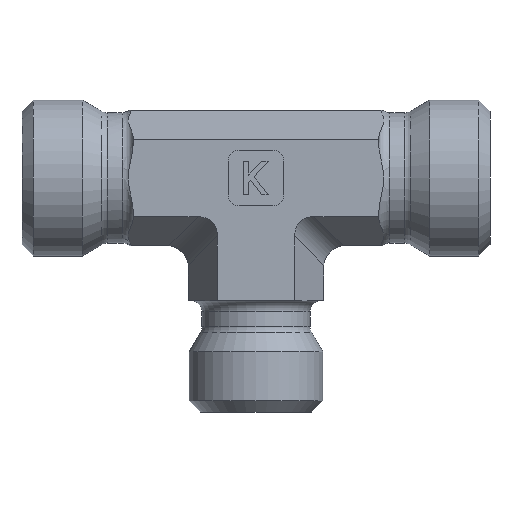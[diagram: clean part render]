
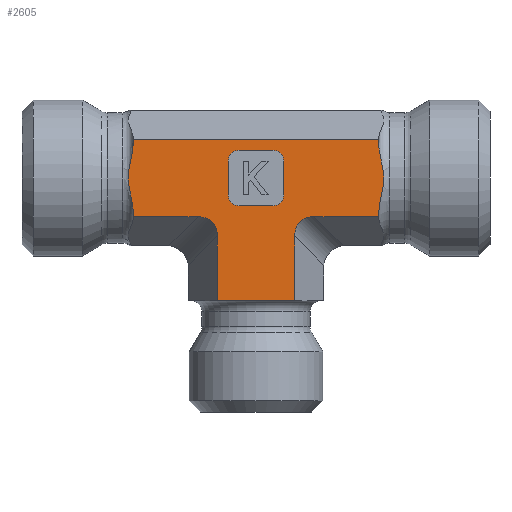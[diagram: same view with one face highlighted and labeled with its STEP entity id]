
A CAD part, left-side view. The second image highlights one B-rep face of the part: STEP entity #2605.
In plain terms, the highlighted planar face has unit normal (-1, 0, 0).
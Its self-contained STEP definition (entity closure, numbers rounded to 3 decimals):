
#203=CARTESIAN_POINT('',(-25.685,20.544,16.964));
#204=VERTEX_POINT('',#203);
#211=CARTESIAN_POINT('',(-25.685,20.544,16.805));
#212=VERTEX_POINT('',#211);
#220=CARTESIAN_POINT('',(-25.685,20.544,16.964));
#221=DIRECTION('',(0.0,0.0,-1.0));
#222=VECTOR('',#221,0.159);
#223=LINE('',#220,#222);
#224=EDGE_CURVE('',#204,#212,#223,.T.);
#267=CARTESIAN_POINT('',(-25.685,20.544,10.036));
#268=VERTEX_POINT('',#267);
#277=CARTESIAN_POINT('',(-25.685,20.544,10.195));
#278=VERTEX_POINT('',#277);
#279=CARTESIAN_POINT('',(-25.685,20.544,10.195));
#280=DIRECTION('',(0.0,0.0,-1.0));
#281=VECTOR('',#280,0.159);
#282=LINE('',#279,#281);
#283=EDGE_CURVE('',#278,#268,#282,.T.);
#364=CARTESIAN_POINT('',(-25.685,20.544,16.805));
#365=CARTESIAN_POINT('',(-25.685,20.544,16.432));
#366=CARTESIAN_POINT('',(-25.685,20.602,15.987));
#367=CARTESIAN_POINT('',(-25.685,20.793,14.956));
#368=CARTESIAN_POINT('',(-25.685,21.017,14.176));
#369=CARTESIAN_POINT('',(-25.685,21.017,13.5));
#370=CARTESIAN_POINT('',(-25.685,21.017,12.824));
#371=CARTESIAN_POINT('',(-25.685,20.793,12.044));
#372=CARTESIAN_POINT('',(-25.685,20.602,11.013));
#373=CARTESIAN_POINT('',(-25.685,20.544,10.568));
#374=CARTESIAN_POINT('',(-25.685,20.544,10.195));
#375=B_SPLINE_CURVE_WITH_KNOTS('',3,(#364,#365,#366,#367,#368,#369,#370,#371,#372,#373,#374),.UNSPECIFIED.,.F.,.U.,(4,2,3,2,4),(-0.315,-0.203,0.0,0.203,0.315),.UNSPECIFIED.);
#376=EDGE_CURVE('',#212,#278,#375,.T.);
#685=CARTESIAN_POINT('',(-25.685,-1.456,16.964));
#686=VERTEX_POINT('',#685);
#687=CARTESIAN_POINT('',(-25.685,20.544,16.964));
#688=DIRECTION('',(0.0,-1.0,0.0));
#689=VECTOR('',#688,22.);
#690=LINE('',#687,#689);
#691=EDGE_CURVE('',#204,#686,#690,.T.);
#1035=CARTESIAN_POINT('',(-25.685,6.08,2.5));
#1036=VERTEX_POINT('',#1035);
#1043=CARTESIAN_POINT('',(-25.685,13.008,2.5));
#1044=VERTEX_POINT('',#1043);
#1045=CARTESIAN_POINT('',(-25.685,13.008,2.5));
#1046=DIRECTION('',(0.0,-1.0,0.0));
#1047=VECTOR('',#1046,6.928);
#1048=LINE('',#1045,#1047);
#1049=EDGE_CURVE('',#1044,#1036,#1048,.T.);
#1134=CARTESIAN_POINT('',(-25.685,13.008,8.304));
#1135=VERTEX_POINT('',#1134);
#1136=CARTESIAN_POINT('',(-25.685,13.008,2.5));
#1137=DIRECTION('',(0.0,0.0,1.0));
#1138=VECTOR('',#1137,5.804);
#1139=LINE('',#1136,#1138);
#1140=EDGE_CURVE('',#1044,#1135,#1139,.T.);
#1288=CARTESIAN_POINT('',(-25.685,-1.456,10.036));
#1289=VERTEX_POINT('',#1288);
#1296=CARTESIAN_POINT('',(-25.685,-1.456,10.195));
#1297=VERTEX_POINT('',#1296);
#1305=CARTESIAN_POINT('',(-25.685,-1.456,10.036));
#1306=DIRECTION('',(0.0,0.0,1.0));
#1307=VECTOR('',#1306,0.159);
#1308=LINE('',#1305,#1307);
#1309=EDGE_CURVE('',#1289,#1297,#1308,.T.);
#1344=CARTESIAN_POINT('',(-25.685,-1.456,16.805));
#1345=VERTEX_POINT('',#1344);
#1346=CARTESIAN_POINT('',(-25.685,-1.456,16.805));
#1347=DIRECTION('',(0.0,0.0,1.0));
#1348=VECTOR('',#1347,0.159);
#1349=LINE('',#1346,#1348);
#1350=EDGE_CURVE('',#1345,#686,#1349,.T.);
#1379=CARTESIAN_POINT('',(-25.685,-1.456,10.195));
#1380=CARTESIAN_POINT('',(-25.685,-1.456,10.568));
#1381=CARTESIAN_POINT('',(-25.685,-1.514,11.013));
#1382=CARTESIAN_POINT('',(-25.685,-1.706,12.044));
#1383=CARTESIAN_POINT('',(-25.685,-1.929,12.824));
#1384=CARTESIAN_POINT('',(-25.685,-1.929,14.176));
#1385=CARTESIAN_POINT('',(-25.685,-1.706,14.956));
#1386=CARTESIAN_POINT('',(-25.685,-1.514,15.987));
#1387=CARTESIAN_POINT('',(-25.685,-1.456,16.432));
#1388=CARTESIAN_POINT('',(-25.685,-1.456,16.805));
#1389=B_SPLINE_CURVE_WITH_KNOTS('',3,(#1379,#1380,#1381,#1382,#1383,#1384,#1385,#1386,#1387,#1388),.UNSPECIFIED.,.F.,.U.,(4,2,2,2,4),(0.734,0.846,1.049,1.252,1.364),.UNSPECIFIED.);
#1390=EDGE_CURVE('',#1297,#1345,#1389,.T.);
#1571=CARTESIAN_POINT('',(-25.685,4.348,10.036));
#1572=VERTEX_POINT('',#1571);
#1573=CARTESIAN_POINT('',(-25.685,4.348,10.036));
#1574=DIRECTION('',(0.0,-1.0,0.0));
#1575=VECTOR('',#1574,5.804);
#1576=LINE('',#1573,#1575);
#1577=EDGE_CURVE('',#1572,#1289,#1576,.T.);
#1673=CARTESIAN_POINT('',(-25.685,14.74,10.036));
#1674=VERTEX_POINT('',#1673);
#1675=CARTESIAN_POINT('',(-25.685,15.317,7.726));
#1676=DIRECTION('',(-1.0,0.0,0.0));
#1677=DIRECTION('',(0.0,-0.707,0.707));
#1678=AXIS2_PLACEMENT_3D('',#1675,#1676,#1677);
#1679=ELLIPSE('',#1678,2.582,2.0);
#1680=EDGE_CURVE('',#1135,#1674,#1679,.T.);
#1738=CARTESIAN_POINT('',(-25.685,14.74,10.036));
#1739=DIRECTION('',(0.0,1.0,0.0));
#1740=VECTOR('',#1739,5.804);
#1741=LINE('',#1738,#1740);
#1742=EDGE_CURVE('',#1674,#268,#1741,.T.);
#2156=CARTESIAN_POINT('',(-25.685,7.044,15.0));
#2157=VERTEX_POINT('',#2156);
#2164=CARTESIAN_POINT('',(-25.685,8.044,16.0));
#2165=VERTEX_POINT('',#2164);
#2166=CARTESIAN_POINT('',(-25.685,8.044,15.0));
#2167=DIRECTION('',(-1.0,0.0,0.0));
#2168=DIRECTION('',(0.0,-0.707,0.707));
#2169=AXIS2_PLACEMENT_3D('',#2166,#2167,#2168);
#2170=CIRCLE('',#2169,1.0);
#2171=EDGE_CURVE('',#2157,#2165,#2170,.T.);
#2188=CARTESIAN_POINT('',(-25.685,11.044,16.0));
#2189=VERTEX_POINT('',#2188);
#2190=CARTESIAN_POINT('',(-25.685,11.044,16.0));
#2191=DIRECTION('',(0.0,-1.0,0.0));
#2192=VECTOR('',#2191,3.0);
#2193=LINE('',#2190,#2192);
#2194=EDGE_CURVE('',#2189,#2165,#2193,.T.);
#2229=CARTESIAN_POINT('',(-25.685,8.044,11.0));
#2230=VERTEX_POINT('',#2229);
#2237=CARTESIAN_POINT('',(-25.685,7.044,12.));
#2238=VERTEX_POINT('',#2237);
#2239=CARTESIAN_POINT('',(-25.685,8.044,12.));
#2240=DIRECTION('',(-1.0,0.0,0.0));
#2241=DIRECTION('',(0.0,-0.707,-0.707));
#2242=AXIS2_PLACEMENT_3D('',#2239,#2240,#2241);
#2243=CIRCLE('',#2242,1.0);
#2244=EDGE_CURVE('',#2230,#2238,#2243,.T.);
#2268=CARTESIAN_POINT('',(-25.685,7.044,15.0));
#2269=DIRECTION('',(0.0,0.0,-1.0));
#2270=VECTOR('',#2269,3.);
#2271=LINE('',#2268,#2270);
#2272=EDGE_CURVE('',#2157,#2238,#2271,.T.);
#2293=CARTESIAN_POINT('',(-25.685,12.044,12.));
#2294=VERTEX_POINT('',#2293);
#2301=CARTESIAN_POINT('',(-25.685,11.044,11.0));
#2302=VERTEX_POINT('',#2301);
#2303=CARTESIAN_POINT('',(-25.685,11.044,12.));
#2304=DIRECTION('',(-1.0,0.0,0.0));
#2305=DIRECTION('',(0.0,0.707,-0.707));
#2306=AXIS2_PLACEMENT_3D('',#2303,#2304,#2305);
#2307=CIRCLE('',#2306,1.0);
#2308=EDGE_CURVE('',#2294,#2302,#2307,.T.);
#2332=CARTESIAN_POINT('',(-25.685,8.044,11.0));
#2333=DIRECTION('',(0.0,1.0,0.0));
#2334=VECTOR('',#2333,3.);
#2335=LINE('',#2332,#2334);
#2336=EDGE_CURVE('',#2230,#2302,#2335,.T.);
#2356=CARTESIAN_POINT('',(-25.685,12.044,15.0));
#2357=VERTEX_POINT('',#2356);
#2358=CARTESIAN_POINT('',(-25.685,11.044,15.0));
#2359=DIRECTION('',(-1.0,0.0,0.0));
#2360=DIRECTION('',(0.0,0.707,0.707));
#2361=AXIS2_PLACEMENT_3D('',#2358,#2359,#2360);
#2362=CIRCLE('',#2361,1.0);
#2363=EDGE_CURVE('',#2189,#2357,#2362,.T.);
#2387=CARTESIAN_POINT('',(-25.685,12.044,12.));
#2388=DIRECTION('',(0.0,0.0,1.0));
#2389=VECTOR('',#2388,3.);
#2390=LINE('',#2387,#2389);
#2391=EDGE_CURVE('',#2294,#2357,#2390,.T.);
#2502=CARTESIAN_POINT('',(-25.685,6.08,8.304));
#2503=VERTEX_POINT('',#2502);
#2504=CARTESIAN_POINT('',(-25.685,3.77,7.726));
#2505=DIRECTION('',(-1.0,0.0,0.0));
#2506=DIRECTION('',(0.0,0.707,0.707));
#2507=AXIS2_PLACEMENT_3D('',#2504,#2505,#2506);
#2508=ELLIPSE('',#2507,2.582,2.0);
#2509=EDGE_CURVE('',#1572,#2503,#2508,.T.);
#2565=CARTESIAN_POINT('',(-25.685,6.08,2.5));
#2566=DIRECTION('',(0.0,0.0,1.0));
#2567=VECTOR('',#2566,5.804);
#2568=LINE('',#2565,#2567);
#2569=EDGE_CURVE('',#1036,#2503,#2568,.T.);
#2574=CARTESIAN_POINT('',(-25.685,6.08,0.0));
#2575=DIRECTION('',(-1.0,0.0,0.0));
#2576=DIRECTION('',(0.0,0.0,1.0));
#2577=AXIS2_PLACEMENT_3D('',#2574,#2575,#2576);
#2578=PLANE('',#2577);
#2579=ORIENTED_EDGE('',*,*,#283,.T.);
#2580=ORIENTED_EDGE('',*,*,#1742,.F.);
#2581=ORIENTED_EDGE('',*,*,#1680,.F.);
#2582=ORIENTED_EDGE('',*,*,#1140,.F.);
#2583=ORIENTED_EDGE('',*,*,#1049,.T.);
#2584=ORIENTED_EDGE('',*,*,#2569,.T.);
#2585=ORIENTED_EDGE('',*,*,#2509,.F.);
#2586=ORIENTED_EDGE('',*,*,#1577,.T.);
#2587=ORIENTED_EDGE('',*,*,#1309,.T.);
#2588=ORIENTED_EDGE('',*,*,#1390,.T.);
#2589=ORIENTED_EDGE('',*,*,#1350,.T.);
#2590=ORIENTED_EDGE('',*,*,#691,.F.);
#2591=ORIENTED_EDGE('',*,*,#224,.T.);
#2592=ORIENTED_EDGE('',*,*,#376,.T.);
#2593=EDGE_LOOP('',(#2579,#2580,#2581,#2582,#2583,#2584,#2585,#2586,#2587,#2588,#2589,#2590,#2591,#2592));
#2594=FACE_OUTER_BOUND('',#2593,.T.);
#2595=ORIENTED_EDGE('',*,*,#2336,.T.);
#2596=ORIENTED_EDGE('',*,*,#2308,.F.);
#2597=ORIENTED_EDGE('',*,*,#2391,.T.);
#2598=ORIENTED_EDGE('',*,*,#2363,.F.);
#2599=ORIENTED_EDGE('',*,*,#2194,.T.);
#2600=ORIENTED_EDGE('',*,*,#2171,.F.);
#2601=ORIENTED_EDGE('',*,*,#2272,.T.);
#2602=ORIENTED_EDGE('',*,*,#2244,.F.);
#2603=EDGE_LOOP('',(#2595,#2596,#2597,#2598,#2599,#2600,#2601,#2602));
#2604=FACE_BOUND('',#2603,.T.);
#2605=ADVANCED_FACE('',(#2594,#2604),#2578,.T.);
